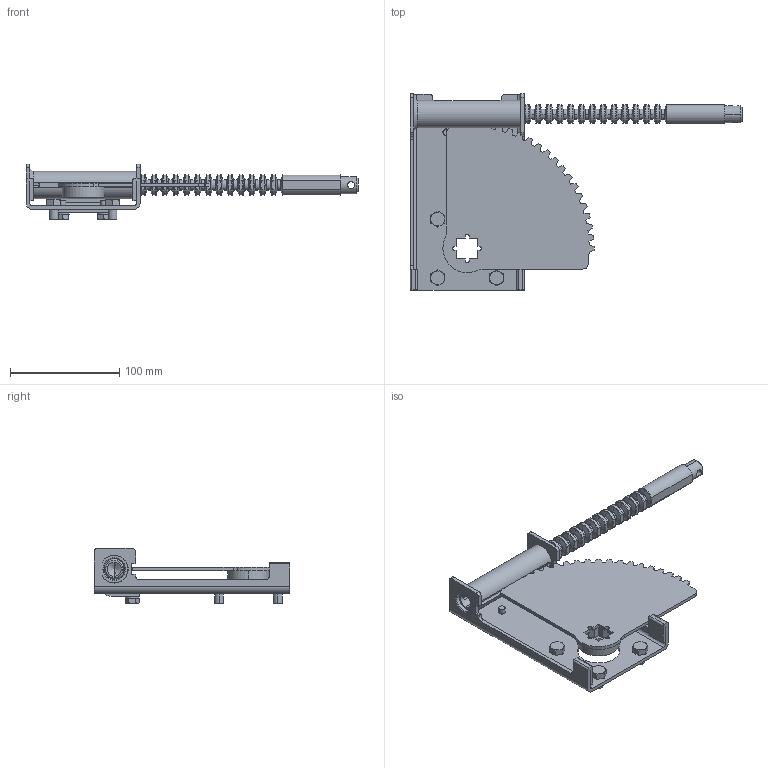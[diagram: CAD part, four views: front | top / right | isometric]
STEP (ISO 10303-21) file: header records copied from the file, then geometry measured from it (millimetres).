
FILE_DESCRIPTION((''),'2;1');
FILE_NAME('RACK_03','2012-02-22T',('sobri'),(''),'PRO/ENGINEER BY PARAMETRIC TECHNOLOGY CORPORATION, 2011180','PRO/ENGINEER BY PARAMETRIC TECHNOLOGY CORPORATION, 2011180','');
FILE_SCHEMA(('CONFIG_CONTROL_DESIGN'));
Length unit declared in the file: inch
Products named in the file (1): RACK_03
Bounding box: 304.39 x 179.65 x 50.75 mm (x, y, z)
Volume: 216114.4 mm3; surface area: 122658.2 mm2
Topology: 3 solids, 4 shells, 791 faces, 1967 edges, 1195 vertices
Faces by surface type: plane 286, cylinder 218, cone 135, torus 76, bspline 76
Entity records: 31727 total; most frequent: CARTESIAN_POINT 13528, ORIENTED_EDGE 3930, DIRECTION 3662, EDGE_CURVE 1965, AXIS2_PLACEMENT_3D 1396, VERTEX_POINT 1195, VECTOR 870, LINE 870
